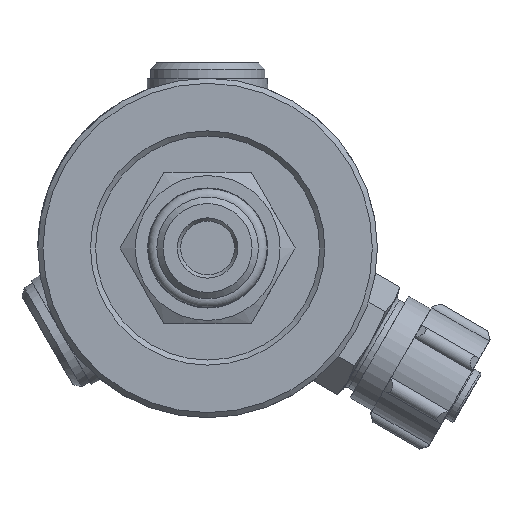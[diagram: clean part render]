
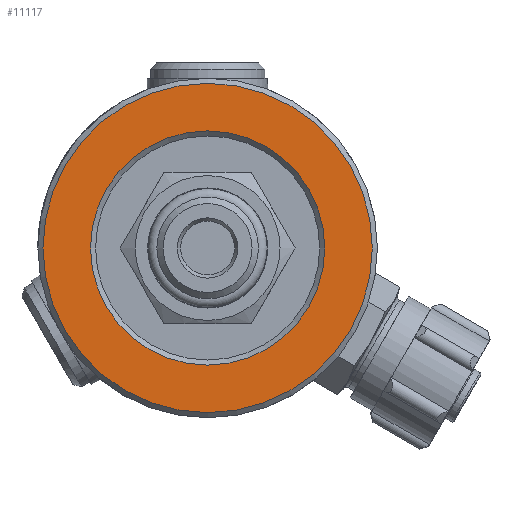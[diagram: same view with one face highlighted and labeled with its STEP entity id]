
A CAD part, left-side view. The second image highlights one B-rep face of the part: STEP entity #11117.
In plain terms, the highlighted planar face has unit normal (-1, 0, 0).
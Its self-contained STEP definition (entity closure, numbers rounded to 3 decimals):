
#2405=FACE_BOUND('',#3593,.T.);
#2932=FACE_OUTER_BOUND('',#3592,.T.);
#3592=EDGE_LOOP('',(#9623));
#3593=EDGE_LOOP('',(#9624));
#4036=CIRCLE('',#12109,18.435);
#4038=CIRCLE('',#12113,25.925);
#5107=VERTEX_POINT('',#23991);
#5108=VERTEX_POINT('',#23998);
#6666=EDGE_CURVE('',#5107,#5107,#4036,.T.);
#6669=EDGE_CURVE('',#5108,#5108,#4038,.T.);
#9623=ORIENTED_EDGE('',*,*,#6669,.F.);
#9624=ORIENTED_EDGE('',*,*,#6666,.F.);
#10558=PLANE('',#12112);
#11117=ADVANCED_FACE('',(#2932,#2405),#10558,.T.);
#12109=AXIS2_PLACEMENT_3D('',#23993,#14653,#14654);
#12112=AXIS2_PLACEMENT_3D('',#23997,#14660,#14661);
#12113=AXIS2_PLACEMENT_3D('',#23999,#14662,#14663);
#14653=DIRECTION('center_axis',(-1.,0.,0.));
#14654=DIRECTION('ref_axis',(0.,0.,1.));
#14660=DIRECTION('center_axis',(-1.,0.,0.));
#14661=DIRECTION('ref_axis',(0.,0.,-1.));
#14662=DIRECTION('center_axis',(1.,0.,0.));
#14663=DIRECTION('ref_axis',(0.,1.,0.));
#23991=CARTESIAN_POINT('',(30.39,0.,-18.435));
#23993=CARTESIAN_POINT('Origin',(30.39,0.,0.));
#23997=CARTESIAN_POINT('Origin',(30.39,0.,0.));
#23998=CARTESIAN_POINT('',(30.39,-25.925,0.));
#23999=CARTESIAN_POINT('Origin',(30.39,0.,0.));
